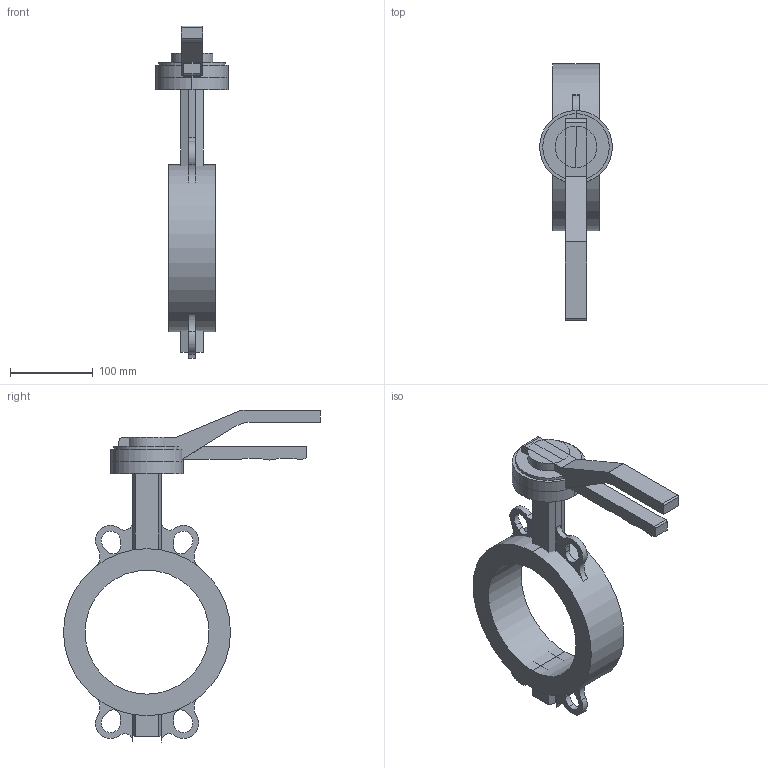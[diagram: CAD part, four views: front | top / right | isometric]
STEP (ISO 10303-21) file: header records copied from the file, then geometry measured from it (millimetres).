
FILE_DESCRIPTION(/* description */ (''),/* implementation_level */ '2;1');
FILE_NAME(/* name */ 'Plumbing_Joints_Aignep_Butterfly-Valve-Screws-Nuts-Washers-90710-3DView-Preview',/* time_stamp */ '2025-08-20T22:03:14+03:00',/* author */ (''),/* organization */ (''),/* preprocessor_version */ 'ST-DEVELOPER v20',/* originating_system */ '',/* authorisation */ '');
FILE_SCHEMA (('AP242_MANAGED_MODEL_BASED_3D_ENGINEERING_MIM_LF { 1 0 10303 442 1 1 4 }'));
Length unit declared in the file: millimetre
Products named in the file (12): TopLevelAssembly; Sweep; Handle; Sweep_1; Geometry Part; Sweep_2; Model Lines; Model Lines_1; Model Lines_2; Model Lines_3; Model Lines_4; Model Lines_5
Assembly tree (11 placements, depth 2):
  TopLevelAssembly
    Sweep
    Handle
    Sweep_1
    Geometry Part
    Sweep_2
    Model Lines
    Model Lines_1
    Model Lines_2
    Model Lines_3
    Model Lines_4
    Model Lines_5
Bounding box: 88 x 311.1 x 401.94 mm (x, y, z)
Volume: 1376964 mm3; surface area: 197796.5 mm2
Topology: 10 solids, 10 shells, 119 faces, 287 edges, 194 vertices
Faces by surface type: plane 69, cylinder 50
Entity records: 3884 total; most frequent: DIRECTION 671, CARTESIAN_POINT 623, ORIENTED_EDGE 562, EDGE_CURVE 281, AXIS2_PLACEMENT_3D 242, LINE 187, VECTOR 187, VERTEX_POINT 182
